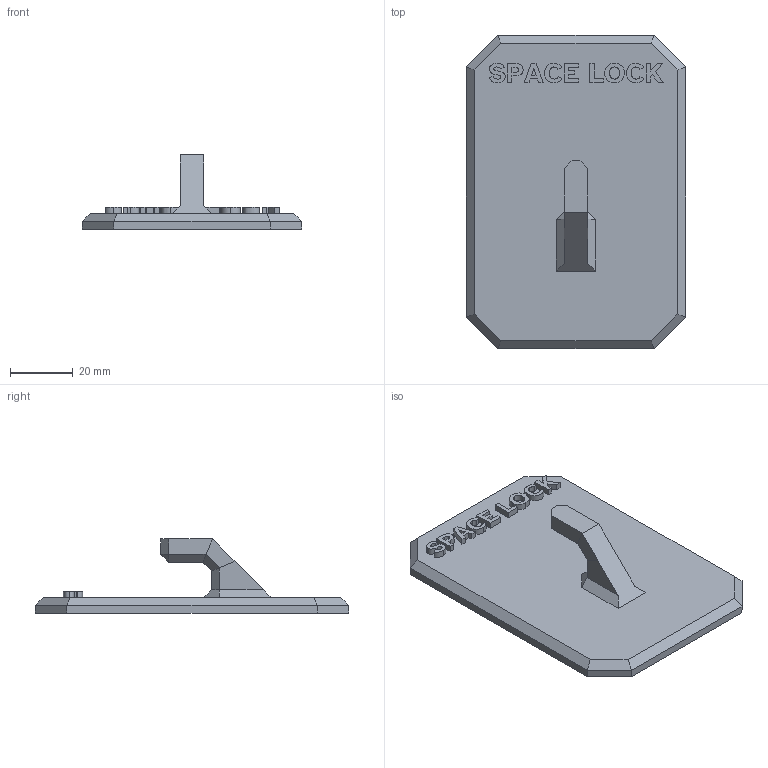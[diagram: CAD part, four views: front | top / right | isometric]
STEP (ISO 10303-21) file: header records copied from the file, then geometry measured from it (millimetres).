
FILE_DESCRIPTION (( 'STEP AP214' ), '1' );
FILE_NAME ('Hook.STEP', '2025-01-06T15:23:02', ( '' ), ( '' ), 'SwSTEP 2.0', 'SolidWorks 2024', '' );
FILE_SCHEMA (( 'AUTOMOTIVE_DESIGN' ));
Length unit declared in the file: metre
Products named in the file (1): Hook
Bounding box: 70 x 100 x 23.75 mm (x, y, z)
Volume: 35553.8 mm3; surface area: 16107.6 mm2
Topology: 1 solids, 1 shells, 159 faces, 404 edges, 260 vertices
Faces by surface type: plane 119, bspline 40
Entity records: 6997 total; most frequent: CARTESIAN_POINT 3424, ORIENTED_EDGE 808, DIRECTION 564, EDGE_CURVE 404, LINE 324, VECTOR 324, VERTEX_POINT 260, EDGE_LOOP 172
